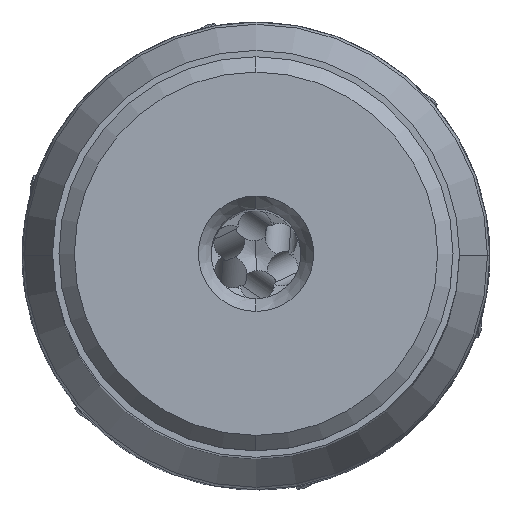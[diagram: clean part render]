
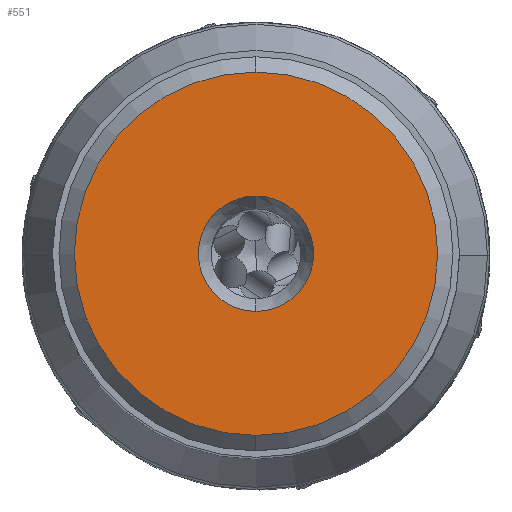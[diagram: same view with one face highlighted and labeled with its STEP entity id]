
A CAD part, top view. The second image highlights one B-rep face of the part: STEP entity #551.
In plain terms, the highlighted planar face has unit normal (0, 0, 1).
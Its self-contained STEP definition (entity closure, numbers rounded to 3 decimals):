
#215=FACE_BOUND('',#2038,.T.);
#216=FACE_BOUND('',#2039,.T.);
#358=PLANE('',#11450);
#551=ADVANCED_FACE('',(#215,#216),#358,.T.);
#2038=EDGE_LOOP('',(#4921,#4922));
#2039=EDGE_LOOP('',(#4923,#4924));
#2673=CIRCLE('',#11445,4.5);
#2674=CIRCLE('',#11447,14.175);
#2675=CIRCLE('',#11448,14.175);
#2676=CIRCLE('',#11449,4.5);
#4921=ORIENTED_EDGE('',*,*,#9257,.F.);
#4922=ORIENTED_EDGE('',*,*,#9258,.F.);
#4923=ORIENTED_EDGE('',*,*,#9256,.F.);
#4924=ORIENTED_EDGE('',*,*,#9259,.F.);
#8103=VERTEX_POINT('',#18495);
#8104=VERTEX_POINT('',#18497);
#8105=VERTEX_POINT('',#18501);
#8106=VERTEX_POINT('',#18502);
#9256=EDGE_CURVE('',#8104,#8103,#2673,.T.);
#9257=EDGE_CURVE('',#8105,#8106,#2674,.T.);
#9258=EDGE_CURVE('',#8106,#8105,#2675,.T.);
#9259=EDGE_CURVE('',#8103,#8104,#2676,.T.);
#11445=AXIS2_PLACEMENT_3D('',#18498,#12904,#12905);
#11447=AXIS2_PLACEMENT_3D('',#18500,#12908,#12909);
#11448=AXIS2_PLACEMENT_3D('',#18503,#12910,#12911);
#11449=AXIS2_PLACEMENT_3D('',#18504,#12912,#12913);
#11450=AXIS2_PLACEMENT_3D('',#18505,#12914,#12915);
#12904=DIRECTION('',(0.,0.,1.));
#12905=DIRECTION('',(0.,1.,0.));
#12908=DIRECTION('',(0.,0.,-1.));
#12909=DIRECTION('',(0.,-1.,0.));
#12910=DIRECTION('',(0.,0.,-1.));
#12911=DIRECTION('',(0.,1.,0.));
#12912=DIRECTION('',(0.,0.,1.));
#12913=DIRECTION('',(0.,-1.,0.));
#12914=DIRECTION('',(0.,0.,1.));
#12915=DIRECTION('',(-1.,0.,0.));
#18495=CARTESIAN_POINT('',(0.,-4.5,0.));
#18497=CARTESIAN_POINT('',(0.,4.5,0.));
#18498=CARTESIAN_POINT('',(0.,0.,0.));
#18500=CARTESIAN_POINT('',(0.,0.,0.));
#18501=CARTESIAN_POINT('',(0.,-14.175,0.));
#18502=CARTESIAN_POINT('',(0.,14.175,0.));
#18503=CARTESIAN_POINT('',(0.,0.,0.));
#18504=CARTESIAN_POINT('',(0.,0.,0.));
#18505=CARTESIAN_POINT('',(0.,0.,0.));
